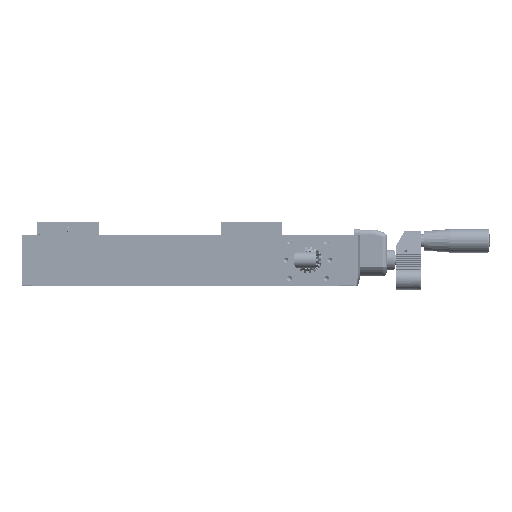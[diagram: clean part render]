
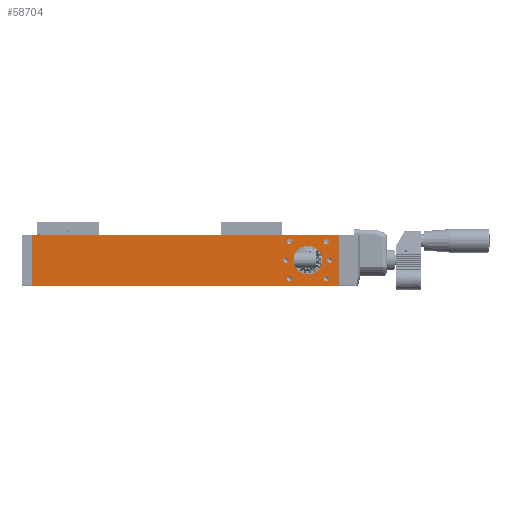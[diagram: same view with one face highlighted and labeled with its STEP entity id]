
A CAD part, left-side view. The second image highlights one B-rep face of the part: STEP entity #58704.
In plain terms, the highlighted planar face has unit normal (-1, 0, 0).
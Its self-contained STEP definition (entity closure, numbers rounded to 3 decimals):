
#341=PLANE('',#61417);
#3096=LINE('',#78095,#7207);
#3097=LINE('',#78097,#7208);
#3101=LINE('',#78104,#7212);
#3103=LINE('',#78108,#7214);
#7207=VECTOR('',#65789,1000.);
#7208=VECTOR('',#65792,1000.);
#7212=VECTOR('',#65798,1000.);
#7214=VECTOR('',#65802,1000.);
#11611=ORIENTED_EDGE('',*,*,#23972,.T.);
#11612=ORIENTED_EDGE('',*,*,#23973,.T.);
#11613=ORIENTED_EDGE('',*,*,#23974,.T.);
#11614=ORIENTED_EDGE('',*,*,#23975,.T.);
#11615=ORIENTED_EDGE('',*,*,#23976,.T.);
#11616=ORIENTED_EDGE('',*,*,#23977,.T.);
#11617=ORIENTED_EDGE('',*,*,#23750,.F.);
#11618=ORIENTED_EDGE('',*,*,#23967,.T.);
#11619=ORIENTED_EDGE('',*,*,#23965,.F.);
#11620=ORIENTED_EDGE('',*,*,#23961,.F.);
#11621=ORIENTED_EDGE('',*,*,#23960,.T.);
#23750=EDGE_CURVE('',#30032,#30032,#34290,.F.);
#23960=EDGE_CURVE('',#30194,#30195,#3096,.T.);
#23961=EDGE_CURVE('',#30194,#30196,#3097,.T.);
#23965=EDGE_CURVE('',#30196,#30198,#3101,.T.);
#23967=EDGE_CURVE('',#30195,#30198,#3103,.T.);
#23972=EDGE_CURVE('',#30202,#30202,#34339,.T.);
#23973=EDGE_CURVE('',#30203,#30203,#34340,.T.);
#23974=EDGE_CURVE('',#30204,#30204,#34341,.T.);
#23975=EDGE_CURVE('',#30205,#30205,#34342,.T.);
#23976=EDGE_CURVE('',#30206,#30206,#34343,.T.);
#23977=EDGE_CURVE('',#30207,#30207,#34344,.T.);
#30032=VERTEX_POINT('',#77595);
#30194=VERTEX_POINT('',#78092);
#30195=VERTEX_POINT('',#78094);
#30196=VERTEX_POINT('',#78098);
#30198=VERTEX_POINT('',#78105);
#30202=VERTEX_POINT('',#78118);
#30203=VERTEX_POINT('',#78120);
#30204=VERTEX_POINT('',#78122);
#30205=VERTEX_POINT('',#78124);
#30206=VERTEX_POINT('',#78126);
#30207=VERTEX_POINT('',#78128);
#34290=CIRCLE('',#61267,14.);
#34339=CIRCLE('',#61418,2.5);
#34340=CIRCLE('',#61419,2.5);
#34341=CIRCLE('',#61420,2.459);
#34342=CIRCLE('',#61421,2.459);
#34343=CIRCLE('',#61422,2.459);
#34344=CIRCLE('',#61423,2.459);
#35820=EDGE_LOOP('',(#11611));
#35821=EDGE_LOOP('',(#11612));
#35822=EDGE_LOOP('',(#11613));
#35823=EDGE_LOOP('',(#11614));
#35824=EDGE_LOOP('',(#11615));
#35825=EDGE_LOOP('',(#11616));
#35826=EDGE_LOOP('',(#11617));
#35827=EDGE_LOOP('',(#11618,#11619,#11620,#11621));
#39074=FACE_BOUND('',#35820,.T.);
#39075=FACE_BOUND('',#35821,.T.);
#39076=FACE_BOUND('',#35822,.T.);
#39077=FACE_BOUND('',#35823,.T.);
#39078=FACE_BOUND('',#35824,.T.);
#39079=FACE_BOUND('',#35825,.T.);
#39080=FACE_BOUND('',#35826,.T.);
#39081=FACE_BOUND('',#35827,.T.);
#58704=ADVANCED_FACE('',(#39074,#39075,#39076,#39077,#39078,#39079,#39080,
#39081),#341,.F.);
#61267=AXIS2_PLACEMENT_3D('',#77594,#65353,#65354);
#61417=AXIS2_PLACEMENT_3D('',#78116,#65807,#65808);
#61418=AXIS2_PLACEMENT_3D('',#78117,#65809,#65810);
#61419=AXIS2_PLACEMENT_3D('',#78119,#65811,#65812);
#61420=AXIS2_PLACEMENT_3D('',#78121,#65813,#65814);
#61421=AXIS2_PLACEMENT_3D('',#78123,#65815,#65816);
#61422=AXIS2_PLACEMENT_3D('',#78125,#65817,#65818);
#61423=AXIS2_PLACEMENT_3D('',#78127,#65819,#65820);
#65353=DIRECTION('',(1.,0.,0.));
#65354=DIRECTION('',(0.,0.,-1.));
#65789=DIRECTION('',(0.,-1.,0.));
#65792=DIRECTION('',(0.,0.,1.));
#65798=DIRECTION('',(0.,-1.,0.));
#65802=DIRECTION('',(0.,0.,1.));
#65807=DIRECTION('',(1.,0.,0.));
#65808=DIRECTION('',(0.,0.,-1.));
#65809=DIRECTION('',(1.,0.,0.));
#65810=DIRECTION('',(0.,0.,1.));
#65811=DIRECTION('',(1.,0.,0.));
#65812=DIRECTION('',(0.,0.,1.));
#65813=DIRECTION('',(1.,0.,0.));
#65814=DIRECTION('',(0.,0.,1.));
#65815=DIRECTION('',(1.,0.,0.));
#65816=DIRECTION('',(0.,0.,1.));
#65817=DIRECTION('',(1.,0.,0.));
#65818=DIRECTION('',(0.,0.,1.));
#65819=DIRECTION('',(1.,0.,0.));
#65820=DIRECTION('',(0.,0.,1.));
#77594=CARTESIAN_POINT('',(-25.,-25.,0.));
#77595=CARTESIAN_POINT('',(-25.,-25.,-14.));
#78092=CARTESIAN_POINT('',(-25.,245.,-25.));
#78094=CARTESIAN_POINT('',(-25.,-55.,-25.));
#78095=CARTESIAN_POINT('',(-25.,100.,-25.));
#78097=CARTESIAN_POINT('',(-25.,245.,-25.));
#78098=CARTESIAN_POINT('',(-25.,245.,25.));
#78104=CARTESIAN_POINT('',(-25.,100.,25.));
#78105=CARTESIAN_POINT('',(-25.,-55.,25.));
#78108=CARTESIAN_POINT('',(-25.,-55.,-25.));
#78116=CARTESIAN_POINT('',(-25.,100.,-25.));
#78117=CARTESIAN_POINT('',(-25.,-3.5,0.));
#78118=CARTESIAN_POINT('',(-25.,-3.5,2.5));
#78119=CARTESIAN_POINT('',(-25.,-46.5,0.));
#78120=CARTESIAN_POINT('',(-25.,-46.5,2.5));
#78121=CARTESIAN_POINT('',(-25.,-43.,-18.));
#78122=CARTESIAN_POINT('',(-25.,-43.,-15.542));
#78123=CARTESIAN_POINT('',(-25.,-7.,-18.));
#78124=CARTESIAN_POINT('',(-25.,-7.,-15.542));
#78125=CARTESIAN_POINT('',(-25.,-7.,18.));
#78126=CARTESIAN_POINT('',(-25.,-7.,20.459));
#78127=CARTESIAN_POINT('',(-25.,-43.,18.));
#78128=CARTESIAN_POINT('',(-25.,-43.,20.459));
